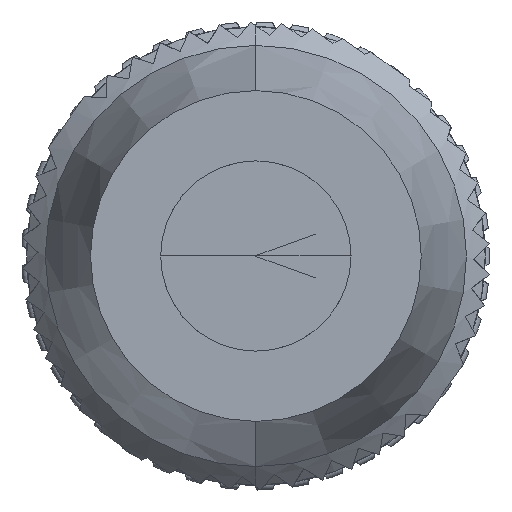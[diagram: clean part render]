
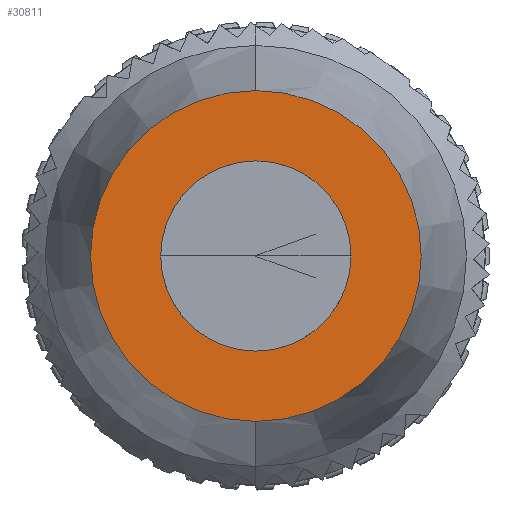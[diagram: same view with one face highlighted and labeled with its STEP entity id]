
A CAD part, left-side view. The second image highlights one B-rep face of the part: STEP entity #30811.
In plain terms, the highlighted planar face has unit normal (-1, 0, 0).
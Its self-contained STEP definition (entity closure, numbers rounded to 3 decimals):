
#248 = VERTEX_POINT ( 'NONE', #4903 ) ;
#353 = ORIENTED_EDGE ( 'NONE', *, *, #33507, .F. ) ;
#361 = CARTESIAN_POINT ( 'NONE',  ( -14.5, 0., 3.05 ) ) ;
#999 = AXIS2_PLACEMENT_3D ( 'NONE', #2255, #37692, #37575 ) ;
#2255 = CARTESIAN_POINT ( 'NONE',  ( -14.5, 3.411, 2.408 ) ) ;
#4328 = CIRCLE ( 'NONE', #10415, 5.3 ) ;
#4903 = CARTESIAN_POINT ( 'NONE',  ( -14.5, 0., -3.05 ) ) ;
#5021 = CARTESIAN_POINT ( 'NONE',  ( -14.5, 0., 0. ) ) ;
#5415 = DIRECTION ( 'NONE',  ( 0., 0., 1. ) ) ;
#10415 = AXIS2_PLACEMENT_3D ( 'NONE', #5021, #10943, #23137 ) ;
#10541 = ORIENTED_EDGE ( 'NONE', *, *, #29192, .T. ) ;
#10943 = DIRECTION ( 'NONE',  ( 1., 0., 0. ) ) ;
#13683 = VERTEX_POINT ( 'NONE', #361 ) ;
#14076 = CARTESIAN_POINT ( 'NONE',  ( -14.5, 0., 0. ) ) ;
#14787 = VERTEX_POINT ( 'NONE', #34753 ) ;
#15133 = FACE_BOUND ( 'NONE', #25613, .T. ) ;
#16508 = CIRCLE ( 'NONE', #35422, 3.05 ) ;
#17605 = CARTESIAN_POINT ( 'NONE',  ( -14.5, 0., -5.3 ) ) ;
#19102 = AXIS2_PLACEMENT_3D ( 'NONE', #14076, #34525, #20033 ) ;
#20033 = DIRECTION ( 'NONE',  ( 0., 0., -1. ) ) ;
#20438 = EDGE_CURVE ( 'NONE', #14787, #22085, #4328, .T. ) ;
#22085 = VERTEX_POINT ( 'NONE', #17605 ) ;
#23137 = DIRECTION ( 'NONE',  ( 0., 0., -1. ) ) ;
#24014 = ORIENTED_EDGE ( 'NONE', *, *, #20438, .F. ) ;
#24497 = CARTESIAN_POINT ( 'NONE',  ( -14.5, 0., 0. ) ) ;
#24625 = DIRECTION ( 'NONE',  ( 0., 0., 1. ) ) ;
#24959 = CIRCLE ( 'NONE', #32117, 3.05 ) ;
#25239 = CIRCLE ( 'NONE', #19102, 5.3 ) ;
#25613 = EDGE_LOOP ( 'NONE', ( #10541, #26304 ) ) ;
#25784 = PLANE ( 'NONE',  #999 ) ;
#26304 = ORIENTED_EDGE ( 'NONE', *, *, #31207, .T. ) ;
#27735 = EDGE_LOOP ( 'NONE', ( #353, #24014 ) ) ;
#29176 = CARTESIAN_POINT ( 'NONE',  ( -14.5, 0., 0. ) ) ;
#29192 = EDGE_CURVE ( 'NONE', #13683, #248, #24959, .T. ) ;
#30381 = FACE_OUTER_BOUND ( 'NONE', #27735, .T. ) ;
#30811 = ADVANCED_FACE ( 'NONE', ( #30381, #15133 ), #25784, .T. ) ;
#31207 = EDGE_CURVE ( 'NONE', #248, #13683, #16508, .T. ) ;
#32117 = AXIS2_PLACEMENT_3D ( 'NONE', #29176, #32155, #5415 ) ;
#32155 = DIRECTION ( 'NONE',  ( 1., 0., 0. ) ) ;
#33507 = EDGE_CURVE ( 'NONE', #22085, #14787, #25239, .T. ) ;
#34525 = DIRECTION ( 'NONE',  ( 1., 0., 0. ) ) ;
#34753 = CARTESIAN_POINT ( 'NONE',  ( -14.5, 0., 5.3 ) ) ;
#35422 = AXIS2_PLACEMENT_3D ( 'NONE', #24497, #36128, #24625 ) ;
#36128 = DIRECTION ( 'NONE',  ( 1., 0., 0. ) ) ;
#37575 = DIRECTION ( 'NONE',  ( 0., 0., 1. ) ) ;
#37692 = DIRECTION ( 'NONE',  ( -1., 0., 0. ) ) ;
